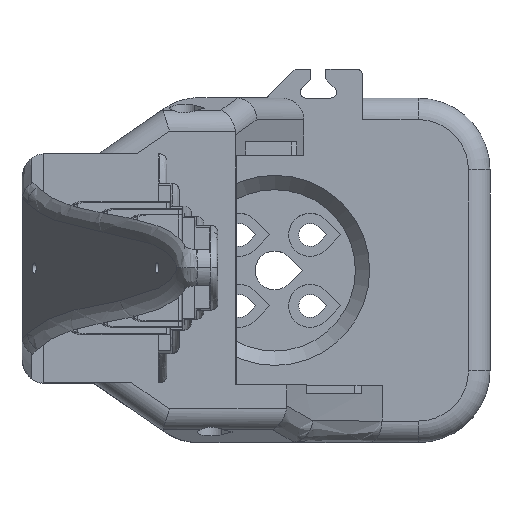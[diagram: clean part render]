
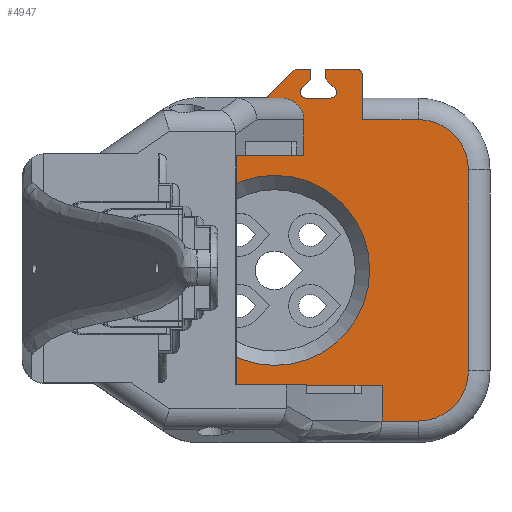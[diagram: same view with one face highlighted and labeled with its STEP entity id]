
A CAD part, top view. The second image highlights one B-rep face of the part: STEP entity #4947.
In plain terms, the highlighted planar face has unit normal (0, 0, 1).
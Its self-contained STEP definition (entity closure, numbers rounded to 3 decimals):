
#63=FACE_BOUND('',#907,.T.);
#104=ELLIPSE('',#5263,3.193,3.);
#110=ELLIPSE('',#5291,0.8,0.8);
#112=ELLIPSE('',#5299,0.8,0.8);
#114=ELLIPSE('',#5302,0.8,0.8);
#179=CIRCLE('',#5257,13.243);
#187=CIRCLE('',#5303,7.);
#188=CIRCLE('',#5304,7.);
#370=PLANE('',#5301);
#608=FACE_OUTER_BOUND('',#906,.T.);
#906=EDGE_LOOP('',(#4429,#4430,#4431,#4432,#4433,#4434,#4435,#4436,#4437,
#4438,#4439,#4440,#4441,#4442,#4443,#4444,#4445,#4446,#4447,#4448,#4449,
#4450,#4451,#4452));
#907=EDGE_LOOP('',(#4453));
#1249=LINE('',#11786,#1671);
#1251=LINE('',#11790,#1673);
#1253=LINE('',#11794,#1675);
#1255=LINE('',#11798,#1677);
#1258=LINE('',#11803,#1680);
#1294=LINE('',#12369,#1716);
#1298=LINE('',#12377,#1720);
#1303=LINE('',#12392,#1725);
#1306=LINE('',#12398,#1728);
#1309=LINE('',#12407,#1731);
#1313=LINE('',#12422,#1735);
#1314=LINE('',#12425,#1736);
#1315=LINE('',#12427,#1737);
#1316=LINE('',#12428,#1738);
#1317=LINE('',#12430,#1739);
#1318=LINE('',#12435,#1740);
#1319=LINE('',#12436,#1741);
#1320=LINE('',#12437,#1742);
#1671=VECTOR('',#6182,10.);
#1673=VECTOR('',#6186,10.);
#1675=VECTOR('',#6190,10.);
#1677=VECTOR('',#6194,10.);
#1680=VECTOR('',#6199,10.);
#1716=VECTOR('',#6289,10.);
#1720=VECTOR('',#6295,10.);
#1725=VECTOR('',#6308,10.);
#1728=VECTOR('',#6313,10.);
#1731=VECTOR('',#6320,10.);
#1735=VECTOR('',#6334,10.);
#1736=VECTOR('',#6337,10.);
#1737=VECTOR('',#6338,10.);
#1738=VECTOR('',#6339,10.);
#1739=VECTOR('',#6340,10.);
#1740=VECTOR('',#6345,10.);
#1741=VECTOR('',#6346,10.);
#1742=VECTOR('',#6347,10.);
#2343=VERTEX_POINT('',#11755);
#2344=VERTEX_POINT('',#11778);
#2345=VERTEX_POINT('',#11785);
#2346=VERTEX_POINT('',#11789);
#2347=VERTEX_POINT('',#11793);
#2348=VERTEX_POINT('',#11797);
#2349=VERTEX_POINT('',#11802);
#2350=VERTEX_POINT('',#11806);
#2387=VERTEX_POINT('',#12367);
#2388=VERTEX_POINT('',#12368);
#2391=VERTEX_POINT('',#12376);
#2393=VERTEX_POINT('',#12382);
#2395=VERTEX_POINT('',#12388);
#2397=VERTEX_POINT('',#12391);
#2399=VERTEX_POINT('',#12397);
#2402=VERTEX_POINT('',#12404);
#2403=VERTEX_POINT('',#12406);
#2405=VERTEX_POINT('',#12412);
#2406=VERTEX_POINT('',#12413);
#2409=VERTEX_POINT('',#12421);
#2410=VERTEX_POINT('',#12423);
#2411=VERTEX_POINT('',#12426);
#2412=VERTEX_POINT('',#12429);
#2413=VERTEX_POINT('',#12432);
#2414=VERTEX_POINT('',#12434);
#3002=EDGE_CURVE('',#2343,#2343,#179,.F.);
#3004=EDGE_CURVE('',#2345,#2344,#1249,.T.);
#3006=EDGE_CURVE('',#2345,#2346,#1251,.T.);
#3008=EDGE_CURVE('',#2347,#2346,#1253,.T.);
#3010=EDGE_CURVE('',#2347,#2348,#1255,.T.);
#3013=EDGE_CURVE('',#2349,#2348,#1258,.T.);
#3015=EDGE_CURVE('',#2349,#2350,#104,.F.);
#3078=EDGE_CURVE('',#2387,#2388,#1294,.T.);
#3082=EDGE_CURVE('',#2391,#2387,#1298,.T.);
#3085=EDGE_CURVE('',#2393,#2391,#110,.T.);
#3089=EDGE_CURVE('',#2395,#2397,#1303,.T.);
#3092=EDGE_CURVE('',#2399,#2350,#1306,.T.);
#3096=EDGE_CURVE('',#2402,#2403,#1309,.T.);
#3099=EDGE_CURVE('',#2405,#2406,#112,.T.);
#3103=EDGE_CURVE('',#2409,#2393,#1313,.T.);
#3104=EDGE_CURVE('',#2409,#2410,#114,.T.);
#3105=EDGE_CURVE('',#2410,#2397,#1314,.T.);
#3106=EDGE_CURVE('',#2395,#2411,#1315,.T.);
#3107=EDGE_CURVE('',#2411,#2399,#1316,.T.);
#3108=EDGE_CURVE('',#2412,#2344,#1317,.T.);
#3109=EDGE_CURVE('',#2403,#2412,#187,.T.);
#3110=EDGE_CURVE('',#2413,#2402,#188,.T.);
#3111=EDGE_CURVE('',#2414,#2413,#1318,.T.);
#3112=EDGE_CURVE('',#2406,#2414,#1319,.T.);
#3113=EDGE_CURVE('',#2388,#2405,#1320,.T.);
#4429=ORIENTED_EDGE('',*,*,#3103,.F.);
#4430=ORIENTED_EDGE('',*,*,#3104,.T.);
#4431=ORIENTED_EDGE('',*,*,#3105,.T.);
#4432=ORIENTED_EDGE('',*,*,#3089,.F.);
#4433=ORIENTED_EDGE('',*,*,#3106,.T.);
#4434=ORIENTED_EDGE('',*,*,#3107,.T.);
#4435=ORIENTED_EDGE('',*,*,#3092,.T.);
#4436=ORIENTED_EDGE('',*,*,#3015,.F.);
#4437=ORIENTED_EDGE('',*,*,#3013,.T.);
#4438=ORIENTED_EDGE('',*,*,#3010,.F.);
#4439=ORIENTED_EDGE('',*,*,#3008,.T.);
#4440=ORIENTED_EDGE('',*,*,#3006,.F.);
#4441=ORIENTED_EDGE('',*,*,#3004,.T.);
#4442=ORIENTED_EDGE('',*,*,#3108,.F.);
#4443=ORIENTED_EDGE('',*,*,#3109,.F.);
#4444=ORIENTED_EDGE('',*,*,#3096,.F.);
#4445=ORIENTED_EDGE('',*,*,#3110,.F.);
#4446=ORIENTED_EDGE('',*,*,#3111,.F.);
#4447=ORIENTED_EDGE('',*,*,#3112,.F.);
#4448=ORIENTED_EDGE('',*,*,#3099,.F.);
#4449=ORIENTED_EDGE('',*,*,#3113,.F.);
#4450=ORIENTED_EDGE('',*,*,#3078,.F.);
#4451=ORIENTED_EDGE('',*,*,#3082,.F.);
#4452=ORIENTED_EDGE('',*,*,#3085,.F.);
#4453=ORIENTED_EDGE('',*,*,#3002,.T.);
#4947=ADVANCED_FACE('',(#608,#63),#370,.T.);
#5257=AXIS2_PLACEMENT_3D('',#11757,#6180,#6181);
#5263=AXIS2_PLACEMENT_3D('',#11807,#6203,#6204);
#5291=AXIS2_PLACEMENT_3D('',#12383,#6300,#6301);
#5299=AXIS2_PLACEMENT_3D('',#12414,#6326,#6327);
#5301=AXIS2_PLACEMENT_3D('',#12420,#6332,#6333);
#5302=AXIS2_PLACEMENT_3D('',#12424,#6335,#6336);
#5303=AXIS2_PLACEMENT_3D('',#12431,#6341,#6342);
#5304=AXIS2_PLACEMENT_3D('',#12433,#6343,#6344);
#6180=DIRECTION('center_axis',(0.,0.,
1.));
#6181=DIRECTION('ref_axis',(1.,0.,0.));
#6182=DIRECTION('',(0.,-1.,0.));
#6186=DIRECTION('',(-1.,0.,0.));
#6190=DIRECTION('',(0.,-1.,0.));
#6194=DIRECTION('',(1.,0.,0.));
#6199=DIRECTION('',(0.,-1.,0.));
#6203=DIRECTION('center_axis',(0.,0.,
-1.));
#6204=DIRECTION('ref_axis',(1.,0.,0.));
#6289=DIRECTION('',(0.,1.,0.));
#6295=DIRECTION('',(-0.697,0.717,0.));
#6300=DIRECTION('center_axis',(0.,0.,
1.));
#6301=DIRECTION('ref_axis',(-1.,0.,0.));
#6308=DIRECTION('',(0.,-1.,0.));
#6313=DIRECTION('',(1.,0.,0.));
#6320=DIRECTION('',(0.,-1.,0.));
#6326=DIRECTION('center_axis',(0.,0.,
-1.));
#6327=DIRECTION('ref_axis',(1.,0.,0.));
#6332=DIRECTION('center_axis',(0.,0.,
1.));
#6333=DIRECTION('ref_axis',(1.,0.,0.));
#6334=DIRECTION('',(1.,0.,0.));
#6335=DIRECTION('center_axis',(0.,0.,
-1.));
#6336=DIRECTION('ref_axis',(1.,0.,0.));
#6337=DIRECTION('',(0.697,0.717,0.));
#6338=DIRECTION('',(-1.,0.,0.));
#6339=DIRECTION('',(-0.707,-0.707,0.));
#6340=DIRECTION('',(-1.,0.,0.));
#6341=DIRECTION('center_axis',(0.,0.,
-1.));
#6342=DIRECTION('ref_axis',(0.707,-0.707,0.));
#6343=DIRECTION('center_axis',(0.,0.,
-1.));
#6344=DIRECTION('ref_axis',(0.707,0.707,0.));
#6345=DIRECTION('',(1.,0.,0.));
#6346=DIRECTION('',(0.,-1.,0.));
#6347=DIRECTION('',(1.,0.,0.));
#11755=CARTESIAN_POINT('',(-13.243,-0.218,11.95));
#11757=CARTESIAN_POINT('Origin',(0.,-0.218,
11.95));
#11778=CARTESIAN_POINT('',(14.955,-21.218,11.95));
#11785=CARTESIAN_POINT('',(14.955,-16.218,11.95));
#11786=CARTESIAN_POINT('',(14.955,-16.218,11.95));
#11789=CARTESIAN_POINT('',(-15.,-16.218,11.95));
#11790=CARTESIAN_POINT('',(7.697,-16.218,11.95));
#11793=CARTESIAN_POINT('',(-15.,15.782,11.95));
#11794=CARTESIAN_POINT('',(-15.,20.062,11.95));
#11797=CARTESIAN_POINT('',(4.073,15.782,11.95));
#11798=CARTESIAN_POINT('',(-17.903,15.782,11.95));
#11802=CARTESIAN_POINT('',(4.073,20.782,11.95));
#11803=CARTESIAN_POINT('',(4.073,32.562,11.95));
#11806=CARTESIAN_POINT('',(0.88,23.782,11.95));
#11807=CARTESIAN_POINT('Origin',(0.88,20.782,11.95));
#12367=CARTESIAN_POINT('',(7.135,26.449,11.95));
#12368=CARTESIAN_POINT('',(7.135,27.782,11.95));
#12369=CARTESIAN_POINT('',(7.135,26.062,11.95));
#12376=CARTESIAN_POINT('',(8.408,25.14,11.95));
#12377=CARTESIAN_POINT('',(5.773,27.849,11.95));
#12382=CARTESIAN_POINT('',(7.835,23.782,11.95));
#12383=CARTESIAN_POINT('Origin',(7.835,24.582,11.95));
#12388=CARTESIAN_POINT('',(5.,27.782,11.95));
#12391=CARTESIAN_POINT('',(5.,26.413,11.95));
#12392=CARTESIAN_POINT('',(5.,26.062,11.95));
#12397=CARTESIAN_POINT('',(-1.166,23.782,11.95));
#12398=CARTESIAN_POINT('',(-1.183,23.782,11.95));
#12404=CARTESIAN_POINT('',(27.,13.782,11.95));
#12406=CARTESIAN_POINT('',(27.,-14.218,11.95));
#12407=CARTESIAN_POINT('',(27.,24.062,11.95));
#12412=CARTESIAN_POINT('',(11.441,27.782,11.95));
#12413=CARTESIAN_POINT('',(12.241,26.982,11.95));
#12414=CARTESIAN_POINT('Origin',(11.441,26.982,11.95));
#12420=CARTESIAN_POINT('Origin',(-0.605,24.342,11.95));
#12421=CARTESIAN_POINT('',(4.335,23.782,11.95));
#12422=CARTESIAN_POINT('',(-1.605,23.782,11.95));
#12423=CARTESIAN_POINT('',(3.762,25.14,11.95));
#12424=CARTESIAN_POINT('Origin',(4.335,24.582,11.95));
#12425=CARTESIAN_POINT('',(3.151,24.512,11.95));
#12426=CARTESIAN_POINT('',(2.834,27.782,11.95));
#12427=CARTESIAN_POINT('',(-2.125,27.782,11.95));
#12428=CARTESIAN_POINT('',(-1.166,23.782,11.95));
#12429=CARTESIAN_POINT('',(20.,-21.218,11.95));
#12430=CARTESIAN_POINT('',(-17.803,-21.218,11.95));
#12431=CARTESIAN_POINT('Origin',(20.,-14.218,11.95));
#12432=CARTESIAN_POINT('',(20.,20.782,11.95));
#12433=CARTESIAN_POINT('Origin',(20.,13.782,11.95));
#12434=CARTESIAN_POINT('',(12.241,20.782,11.95));
#12435=CARTESIAN_POINT('',(-17.803,20.782,11.95));
#12436=CARTESIAN_POINT('',(12.241,26.062,11.95));
#12437=CARTESIAN_POINT('',(7.618,27.782,11.95));
